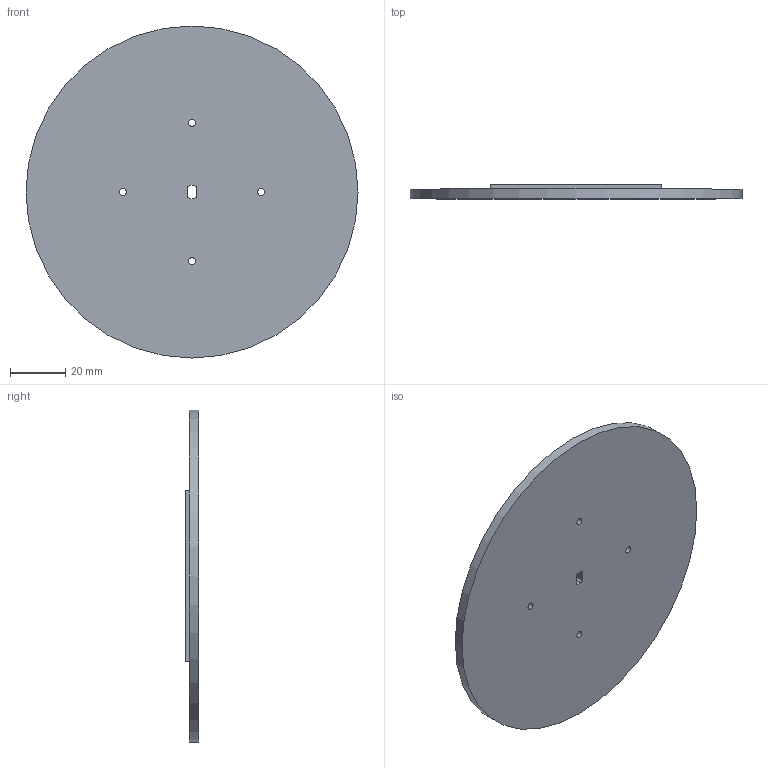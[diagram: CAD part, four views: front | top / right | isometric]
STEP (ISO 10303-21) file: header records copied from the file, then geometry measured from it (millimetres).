
FILE_DESCRIPTION(/* description */ ('Unknown'),/* implementation_level */ '2;1');
FILE_NAME(/* name */ 'DirectDriverTable3',/* time_stamp */ '2023-04-18T15:20:58+01:00',/* author */ ('Unknown'),/* organization */ ('Unknown'),/* preprocessor_version */ 'ST-DEVELOPER v18.102',/* originating_system */ 'Solid Edge',/* authorisation */ 'Unknown');
FILE_SCHEMA (('AUTOMOTIVE_DESIGN {1 0 10303 214 3 1 1}'));
Length unit declared in the file: millimetre
Products named in the file (1): DirectDriverTable3
Bounding box: 120 x 5 x 120 mm (x, y, z)
Volume: 29835.3 mm3; surface area: 26718.2 mm2
Topology: 1 solids, 1 shells, 58 faces, 168 edges, 114 vertices
Faces by surface type: plane 40, cylinder 18
Full cylindrical faces by diameter (mm): 2.6 x4, 9 x1, 120 x1
Entity records: 1882 total; most frequent: CARTESIAN_POINT 323, ORIENTED_EDGE 312, DIRECTION 310, EDGE_CURVE 156, LINE 120, VECTOR 120, VERTEX_POINT 108, AXIS2_PLACEMENT_3D 95
